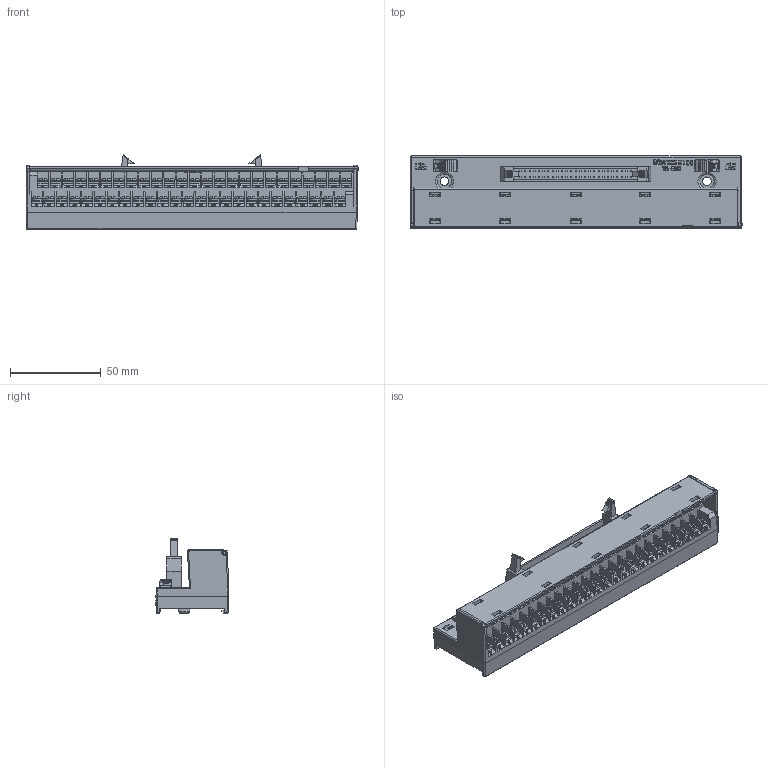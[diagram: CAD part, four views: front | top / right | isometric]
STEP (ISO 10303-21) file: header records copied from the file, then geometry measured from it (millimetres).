
FILE_DESCRIPTION(/* description */ (''),/* implementation_level */ '2;1');
FILE_NAME(/* name */ 'TB-H50.stp',/* time_stamp */ '2024-08-08T15:34:47+08:00',/* author */ (''),/* organization */ (''),/* preprocessor_version */ 'ST-DEVELOPER v14',/* originating_system */ 'SIEMENS PLM Software NX 8.0',/* authorisation */ '');
FILE_SCHEMA (('AUTOMOTIVE_DESIGN { 1 0 10303 214 3 1 1 1 }'));
Products named in the file (1): TB-H50 3D_stp
Bounding box: 183.35 x 40.3 x 41.05 mm (x, y, z)
Volume: 128628.9 mm3; surface area: 59066.4 mm2
Topology: 1 solids, 5 shells, 7186 faces, 20459 edges, 13547 vertices
Faces by surface type: plane 6638, cylinder 401, torus 112, bspline 12, extrusion 10, cone 7, sphere 6
Full cylindrical faces by diameter (mm): 1.95 x2, 3.3 x3, 3.781 x50, 4.8 x2, 4.975 x50
Entity records: 233733 total; most frequent: CARTESIAN_POINT 46672, ORIENTED_EDGE 40446, DIRECTION 35159, EDGE_CURVE 20223, VECTOR 18371, LINE 18361, VERTEX_POINT 13433, AXIS2_PLACEMENT_3D 8394
